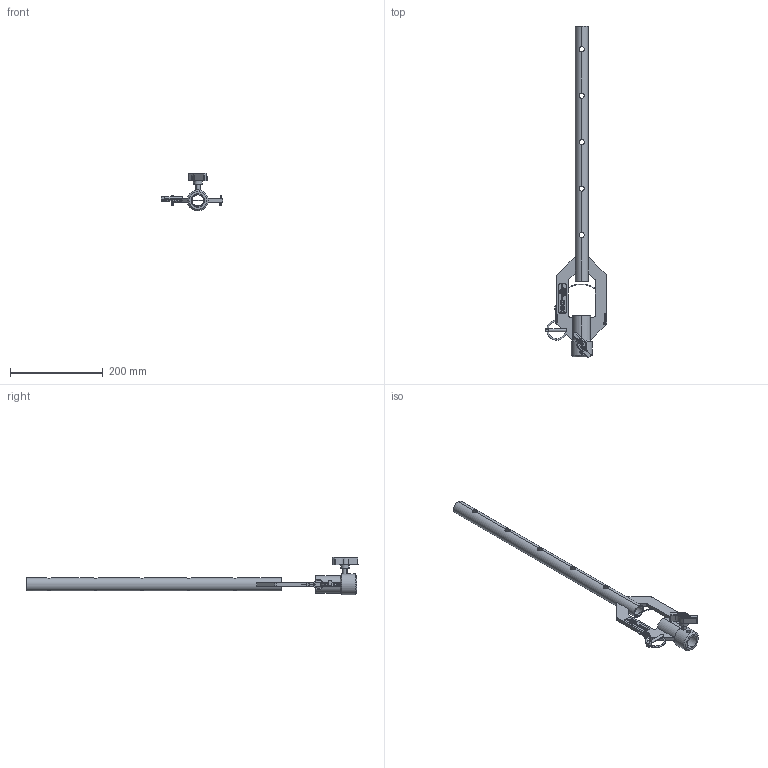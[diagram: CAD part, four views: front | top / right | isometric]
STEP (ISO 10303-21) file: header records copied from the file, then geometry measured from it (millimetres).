
FILE_DESCRIPTION (( 'STEP AP203' ), '1' );
FILE_NAME ('T45612.STEP', '2018-07-27T13:13:55', ( '' ), ( '' ), 'SwSTEP 2.0', 'SolidWorks 2016', '' );
FILE_SCHEMA (( 'CONFIG_CONTROL_DESIGN' ));
Length unit declared in the file: millimetre
Products named in the file (12): T28380; T45612; TH1840_TH1841; T45610_LABEL_T45612_LABEL; S1426; Doughty Knob_S0140; TH1523_TH1524; TH1846_TH1847; TH1523_TH1523; T21000; S2605_Default2; TH1525
Assembly tree (12 placements, depth 3):
  T45612
    TH1846_TH1847
      TH1525
      TH1523_TH1523
      TH1523_TH1524
      TH1840_TH1841
    T28380
      S2605_Default2
      T21000
      S1426  x2
    Doughty Knob_S0140
    T45610_LABEL_T45612_LABEL
Bounding box: 133 x 714.9 x 81.3 mm (x, y, z)
Volume: 230930.7 mm3; surface area: 144747.2 mm2
Topology: 10 solids, 10 shells, 920 faces, 2464 edges, 1630 vertices
Faces by surface type: plane 546, bspline 193, cylinder 137, torus 26, cone 18
Entity records: 42428 total; most frequent: CARTESIAN_POINT 19348, ORIENTED_EDGE 4916, DIRECTION 3748, EDGE_CURVE 2458, LINE 1676, VECTOR 1676, VERTEX_POINT 1626, AXIS2_PLACEMENT_3D 1036
